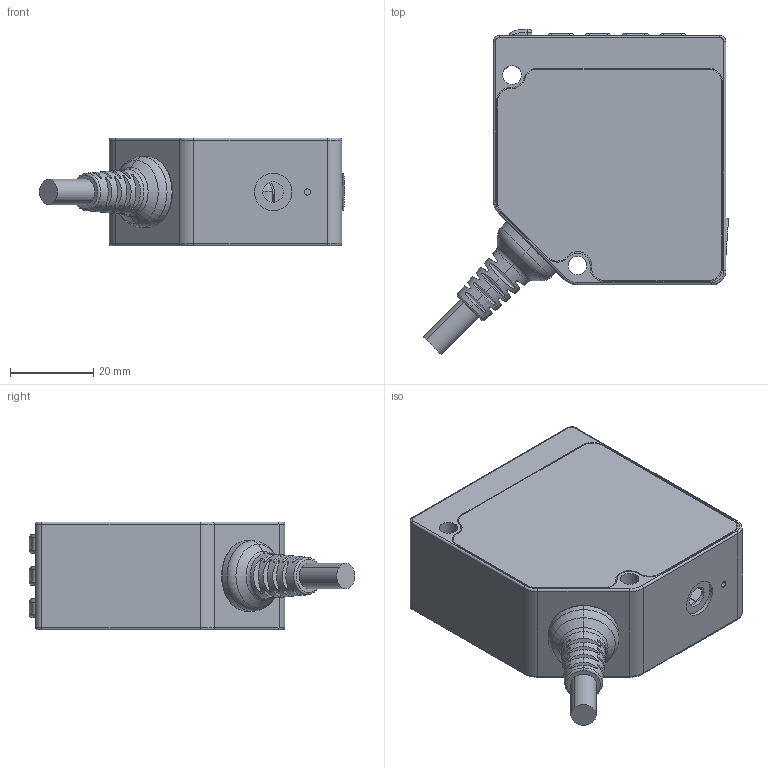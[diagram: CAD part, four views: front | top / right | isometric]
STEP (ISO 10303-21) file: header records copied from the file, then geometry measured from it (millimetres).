
FILE_DESCRIPTION((''),'2;1');
FILE_NAME('175734_ASM','2014-08-06T',('pdmadmin'),(''),'PRO/ENGINEER BY PARAMETRIC TECHNOLOGY CORPORATION, 2013230','PRO/ENGINEER BY PARAMETRIC TECHNOLOGY CORPORATION, 2013230','');
FILE_SCHEMA(('CONFIG_CONTROL_DESIGN'));
Products named in the file (24): 172151; 164914; 172158; 164133; LIF10; 164133_ASM; 172159; 173464; 166178; DWAMP_RTRI_SWITCH_KMR2; SMLEDC; SMDLED1; 166178_ASM; 164943_9MM_SPACE; 172161; 164940_MACHINED_ASM; 164916; 164949; 164948; 164919_ORING; 118171_ASSY-164918_AF0; 178187; 164918_AF0_ASM; 175734_ASM
Assembly tree (27 placements, depth 4):
  175734_ASM
    172151
    164914
    164940_MACHINED_ASM
      172158
      164133_ASM
        164133
        LIF10
      172159
      173464
      166178_ASM
        166178
        DWAMP_RTRI_SWITCH_KMR2  x4
        SMLEDC  x2
        SMDLED1
      164943_9MM_SPACE
      172161
    164916
    164918_AF0_ASM
      164949
      164948
      164919_ORING
      118171_ASSY-164918_AF0
      178187
Bounding box: 73.45 x 78.32 x 26 mm (x, y, z)
Volume: 30831.3 mm3; surface area: 44712.6 mm2
Topology: 34 solids, 38 shells, 2177 faces, 5714 edges, 3715 vertices
Faces by surface type: plane 1273, cylinder 625, bspline 160, torus 64, cone 25, sphere 16, extrusion 10, revolution 4
Entity records: 67135 total; most frequent: CARTESIAN_POINT 18787, ORIENTED_EDGE 10232, DIRECTION 9563, EDGE_CURVE 5132, VECTOR 3377, LINE 3367, VERTEX_POINT 3367, AXIS2_PLACEMENT_3D 3091
